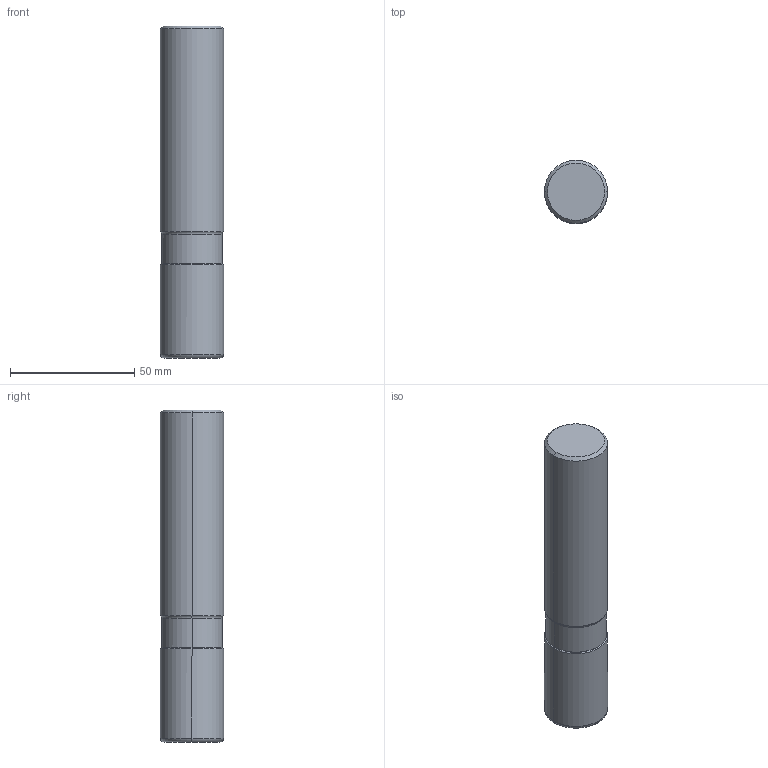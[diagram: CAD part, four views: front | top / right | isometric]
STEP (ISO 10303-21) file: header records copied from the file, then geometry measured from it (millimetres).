
FILE_DESCRIPTION(/* description */ (''),/* implementation_level */ '2;1');
FILE_NAME(/* name */ 'APX3KUR162FA16M14A08_IR0_063.stp',/* time_stamp */ '2021-09-08T11:44:52+09:00',/* author */ (''),/* organization */ (''),/* preprocessor_version */ 'ST-DEVELOPER v16',/* originating_system */ 'SIEMENS PLM Software NX 10.0',/* authorisation */ '');
FILE_SCHEMA (('AUTOMOTIVE_DESIGN { 1 0 10303 214 3 1 1 1 }'));
Length unit declared in the file: millimetre
Products named in the file (1): APX3KUR162FA16M14A08_IR0_063_ASM
Bounding box: 25.4 x 25.4 x 133.35 mm (x, y, z)
Volume: 79137.9 mm3; surface area: 16472.6 mm2
Topology: 2 solids, 2 shells, 105 faces, 272 edges, 205 vertices
Faces by surface type: torus 48, cone 28, cylinder 14, plane 7, revolution 6, bspline 2
Entity records: 3641 total; most frequent: CARTESIAN_POINT 764, DIRECTION 686, ORIENTED_EDGE 488, AXIS2_PLACEMENT_3D 315, EDGE_CURVE 244, CIRCLE 207, VERTEX_POINT 146, EDGE_LOOP 110
